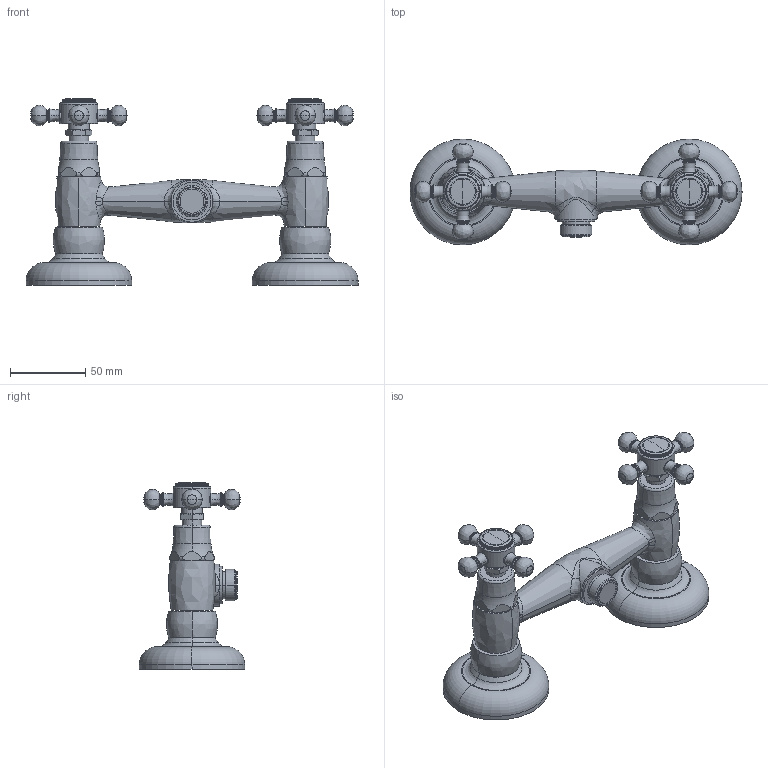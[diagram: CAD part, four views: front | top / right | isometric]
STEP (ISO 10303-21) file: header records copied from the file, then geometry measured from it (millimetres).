
FILE_DESCRIPTION((''),'2;1');
FILE_NAME('FBLV168CR','2021-11-11T08:59:16',('ut3'),('PAFFONI SpA'),'CREO PARAMETRIC BY PTC INC, 2020044','CREO PARAMETRIC BY PTC INC, 2020044','');
FILE_SCHEMA(('CONFIG_CONTROL_DESIGN','SHAPE_APPEARANCE_LAYERS_GROUPS'));
Length unit declared in the file: millimetre
Products named in the file (1): FBLV168CR
Bounding box: 220 x 70 x 123.7 mm (x, y, z)
Volume: 140535.3 mm3; surface area: 77676.8 mm2
Topology: 3 solids, 7 shells, 1095 faces, 2870 edges, 1820 vertices
Faces by surface type: plane 501, cylinder 322, torus 126, cone 78, bspline 48, sphere 20
Entity records: 46763 total; most frequent: CARTESIAN_POINT 11624, ORIENTED_EDGE 5700, DIRECTION 5436, EDGE_CURVE 2850, AXIS2_PLACEMENT_3D 2122, VERTEX_POINT 1820, FILL_AREA_STYLE_COLOUR 1290, FILL_AREA_STYLE 1290
